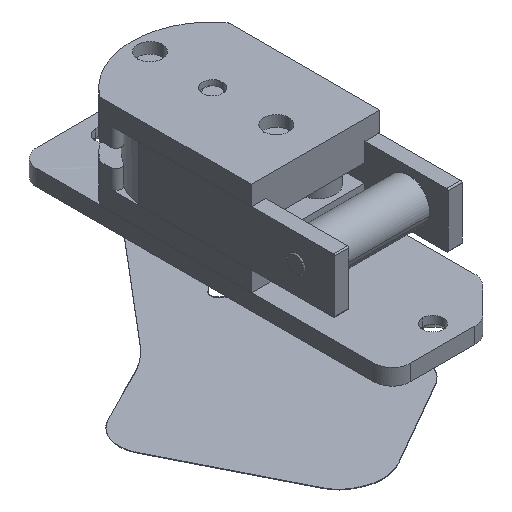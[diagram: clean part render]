
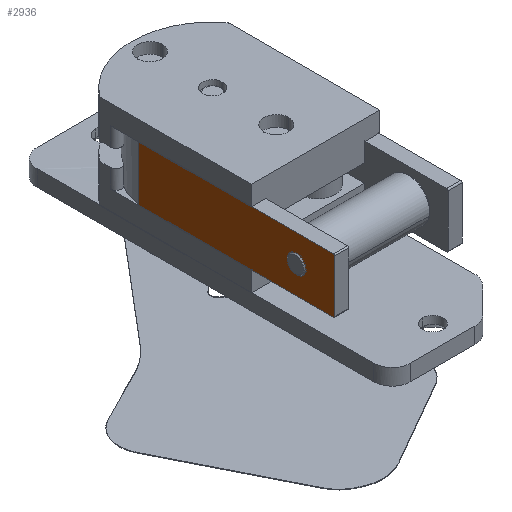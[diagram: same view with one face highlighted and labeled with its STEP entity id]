
A CAD part, isometric view. The second image highlights one B-rep face of the part: STEP entity #2936.
In plain terms, the highlighted planar face has unit normal (1, 0, 0).
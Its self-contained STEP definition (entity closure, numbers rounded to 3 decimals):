
#91 = EDGE_LOOP ( 'NONE', ( #5189, #2262 ) ) ;
#97 = CARTESIAN_POINT ( 'NONE',  ( 1.858, -2.788, 12.629 ) ) ;
#120 = CARTESIAN_POINT ( 'NONE',  ( 1.858, -1.471, 13.348 ) ) ;
#354 = CARTESIAN_POINT ( 'NONE',  ( 1.858, -2.882, 12.801 ) ) ;
#401 = CARTESIAN_POINT ( 'NONE',  ( 1.858, -5.22, 10.822 ) ) ;
#528 = CARTESIAN_POINT ( 'NONE',  ( 1.858, -5.23, 15.103 ) ) ;
#611 = EDGE_CURVE ( 'NONE', #8718, #3032, #3978, .T. ) ;
#622 = CARTESIAN_POINT ( 'NONE',  ( 1.858, -1.465, 12.589 ) ) ;
#842 = CARTESIAN_POINT ( 'NONE',  ( 1.858, -5.22, 15.154 ) ) ;
#856 = VERTEX_POINT ( 'NONE', #1060 ) ;
#890 = FACE_BOUND ( 'NONE', #91, .T. ) ;
#919 = FACE_OUTER_BOUND ( 'NONE', #6231, .T. ) ;
#1060 = CARTESIAN_POINT ( 'NONE',  ( 1.858, 10.567, 10.773 ) ) ;
#1265 = CARTESIAN_POINT ( 'NONE',  ( 1.858, -7.882, 15.203 ) ) ;
#1387 = DIRECTION ( 'NONE',  ( -1., 0., 0. ) ) ;
#1560 = CARTESIAN_POINT ( 'NONE',  ( 1.858, 10.567, 10.773 ) ) ;
#1793 = CARTESIAN_POINT ( 'NONE',  ( 1.858, 10.567, 10.773 ) ) ;
#1814 = ORIENTED_EDGE ( 'NONE', *, *, #4380, .F. ) ;
#1829 = CARTESIAN_POINT ( 'NONE',  ( 1.858, -2.788, 12.629 ) ) ;
#1850 = CARTESIAN_POINT ( 'NONE',  ( 1.858, 10.567, 15.203 ) ) ;
#1910 = B_SPLINE_CURVE_WITH_KNOTS ( 'NONE', 3,
 ( #1793, #4565, #2586, #8048 ),
 .UNSPECIFIED., .F., .F.,
 ( 4, 4 ),
 ( -1., 0. ),
 .UNSPECIFIED. ) ;
#2002 = CARTESIAN_POINT ( 'NONE',  ( 1.858, -5.13, 15.203 ) ) ;
#2184 = CARTESIAN_POINT ( 'NONE',  ( 1.858, -5.23, 10.846 ) ) ;
#2189 = CARTESIAN_POINT ( 'NONE',  ( 1.858, -1.942, 12.236 ) ) ;
#2234 = B_SPLINE_CURVE_WITH_KNOTS ( 'NONE', 3,
 ( #97, #4314, #6927, #8209, #2189, #5331, #622, #4193, #4902, #2847 ),
 .UNSPECIFIED., .F., .F.,
 ( 4, 2, 2, 2, 4 ),
 ( 0., 0.25, 0.5, 0.75, 1. ),
 .UNSPECIFIED. ) ;
#2262 = ORIENTED_EDGE ( 'NONE', *, *, #4518, .F. ) ;
#2366 = CARTESIAN_POINT ( 'NONE',  ( 1.858, -5.23, 10.873 ) ) ;
#2374 = CARTESIAN_POINT ( 'NONE',  ( 1.858, -2.107, 13.763 ) ) ;
#2468 = ORIENTED_EDGE ( 'NONE', *, *, #3919, .F. ) ;
#2544 = ORIENTED_EDGE ( 'NONE', *, *, #4785, .T. ) ;
#2586 = CARTESIAN_POINT ( 'NONE',  ( 1.858, 0.103, 10.773 ) ) ;
#2661 = DIRECTION ( 'NONE',  ( 0., 0., 1. ) ) ;
#2695 = CARTESIAN_POINT ( 'NONE',  ( 1.858, 0.103, 15.203 ) ) ;
#2847 = CARTESIAN_POINT ( 'NONE',  ( 1.858, -1.471, 13.348 ) ) ;
#2936 = ADVANCED_FACE ( 'NONE', ( #890, #919 ), #6990, .F. ) ;
#3032 = VERTEX_POINT ( 'NONE', #5656 ) ;
#3188 = CARTESIAN_POINT ( 'NONE',  ( 1.858, -1.471, 13.348 ) ) ;
#3569 = VERTEX_POINT ( 'NONE', #528 ) ;
#3617 = B_SPLINE_CURVE_WITH_KNOTS ( 'NONE', 3,
 ( #7594, #6250, #4769, #842, #5354, #6961 ),
 .UNSPECIFIED., .F., .F.,
 ( 4, 2, 4 ),
 ( 0., 0.5, 1. ),
 .UNSPECIFIED. ) ;
#3641 = CARTESIAN_POINT ( 'NONE',  ( 1.858, -5.181, 10.783 ) ) ;
#3663 = EDGE_CURVE ( 'NONE', #7450, #3569, #3617, .T. ) ;
#3764 = CARTESIAN_POINT ( 'NONE',  ( 1.858, -1.73, 13.653 ) ) ;
#3771 = B_SPLINE_CURVE_WITH_KNOTS ( 'NONE', 3,
 ( #6085, #4025, #6810, #8813 ),
 .UNSPECIFIED., .F., .F.,
 ( 4, 4 ),
 ( 0., 1. ),
 .UNSPECIFIED. ) ;
#3919 = EDGE_CURVE ( 'NONE', #7450, #5554, #6406, .T. ) ;
#3936 = CARTESIAN_POINT ( 'NONE',  ( 1.858, -1.566, 13.52 ) ) ;
#3978 = B_SPLINE_CURVE_WITH_KNOTS ( 'NONE', 3,
 ( #2366, #2184, #401, #3641, #4306, #8566 ),
 .UNSPECIFIED., .F., .F.,
 ( 4, 2, 4 ),
 ( 0., 0.5, 1. ),
 .UNSPECIFIED. ) ;
#4025 = CARTESIAN_POINT ( 'NONE',  ( 1.858, -5.23, 12.283 ) ) ;
#4130 = CARTESIAN_POINT ( 'NONE',  ( 1.858, 5.335, 15.203 ) ) ;
#4193 = CARTESIAN_POINT ( 'NONE',  ( 1.858, -1.355, 12.966 ) ) ;
#4306 = CARTESIAN_POINT ( 'NONE',  ( 1.858, -5.157, 10.773 ) ) ;
#4314 = CARTESIAN_POINT ( 'NONE',  ( 1.858, -2.694, 12.457 ) ) ;
#4366 = CARTESIAN_POINT ( 'NONE',  ( 1.858, -5.13, 15.203 ) ) ;
#4380 = EDGE_CURVE ( 'NONE', #856, #3032, #1910, .T. ) ;
#4518 = EDGE_CURVE ( 'NONE', #4804, #6465, #7189, .T. ) ;
#4565 = CARTESIAN_POINT ( 'NONE',  ( 1.858, 5.335, 10.773 ) ) ;
#4769 = CARTESIAN_POINT ( 'NONE',  ( 1.858, -5.181, 15.194 ) ) ;
#4783 = CARTESIAN_POINT ( 'NONE',  ( 1.858, 10.567, 15.203 ) ) ;
#4785 = EDGE_CURVE ( 'NONE', #856, #5554, #5057, .T. ) ;
#4801 = AXIS2_PLACEMENT_3D ( 'NONE', #1265, #1387, #2661 ) ;
#4804 = VERTEX_POINT ( 'NONE', #120 ) ;
#4887 = CARTESIAN_POINT ( 'NONE',  ( 1.858, -5.23, 10.873 ) ) ;
#4902 = CARTESIAN_POINT ( 'NONE',  ( 1.858, -1.377, 13.176 ) ) ;
#4919 = ORIENTED_EDGE ( 'NONE', *, *, #3663, .T. ) ;
#5045 = ORIENTED_EDGE ( 'NONE', *, *, #7918, .F. ) ;
#5057 = B_SPLINE_CURVE_WITH_KNOTS ( 'NONE', 3,
 ( #1560, #7582, #8345, #8230 ),
 .UNSPECIFIED., .F., .F.,
 ( 4, 4 ),
 ( 0., 1. ),
 .UNSPECIFIED. ) ;
#5189 = ORIENTED_EDGE ( 'NONE', *, *, #6798, .F. ) ;
#5331 = CARTESIAN_POINT ( 'NONE',  ( 1.858, -1.598, 12.424 ) ) ;
#5354 = CARTESIAN_POINT ( 'NONE',  ( 1.858, -5.23, 15.131 ) ) ;
#5554 = VERTEX_POINT ( 'NONE', #1850 ) ;
#5656 = CARTESIAN_POINT ( 'NONE',  ( 1.858, -5.13, 10.773 ) ) ;
#6085 = CARTESIAN_POINT ( 'NONE',  ( 1.858, -5.23, 10.873 ) ) ;
#6231 = EDGE_LOOP ( 'NONE', ( #5045, #8443, #1814, #2544, #2468, #4919 ) ) ;
#6250 = CARTESIAN_POINT ( 'NONE',  ( 1.858, -5.157, 15.203 ) ) ;
#6406 = B_SPLINE_CURVE_WITH_KNOTS ( 'NONE', 3,
 ( #2002, #2695, #4130, #4783 ),
 .UNSPECIFIED., .F., .F.,
 ( 4, 4 ),
 ( 0., 1. ),
 .UNSPECIFIED. ) ;
#6465 = VERTEX_POINT ( 'NONE', #1829 ) ;
#6527 = CARTESIAN_POINT ( 'NONE',  ( 1.858, -2.661, 13.553 ) ) ;
#6774 = CARTESIAN_POINT ( 'NONE',  ( 1.858, -2.905, 13.011 ) ) ;
#6798 = EDGE_CURVE ( 'NONE', #6465, #4804, #2234, .T. ) ;
#6810 = CARTESIAN_POINT ( 'NONE',  ( 1.858, -5.23, 13.693 ) ) ;
#6927 = CARTESIAN_POINT ( 'NONE',  ( 1.858, -2.529, 12.324 ) ) ;
#6961 = CARTESIAN_POINT ( 'NONE',  ( 1.858, -5.23, 15.103 ) ) ;
#6990 = PLANE ( 'NONE',  #4801 ) ;
#7189 = B_SPLINE_CURVE_WITH_KNOTS ( 'NONE', 3,
 ( #3188, #3936, #3764, #2374, #7210, #6527, #8513, #6774, #354, #8064 ),
 .UNSPECIFIED., .F., .F.,
 ( 4, 2, 2, 2, 4 ),
 ( 0., 0.25, 0.5, 0.75, 1. ),
 .UNSPECIFIED. ) ;
#7210 = CARTESIAN_POINT ( 'NONE',  ( 1.858, -2.317, 13.741 ) ) ;
#7450 = VERTEX_POINT ( 'NONE', #4366 ) ;
#7582 = CARTESIAN_POINT ( 'NONE',  ( 1.858, 10.567, 12.25 ) ) ;
#7594 = CARTESIAN_POINT ( 'NONE',  ( 1.858, -5.13, 15.203 ) ) ;
#7918 = EDGE_CURVE ( 'NONE', #8718, #3569, #3771, .T. ) ;
#8048 = CARTESIAN_POINT ( 'NONE',  ( 1.858, -5.13, 10.773 ) ) ;
#8064 = CARTESIAN_POINT ( 'NONE',  ( 1.858, -2.788, 12.629 ) ) ;
#8209 = CARTESIAN_POINT ( 'NONE',  ( 1.858, -2.152, 12.214 ) ) ;
#8230 = CARTESIAN_POINT ( 'NONE',  ( 1.858, 10.567, 15.203 ) ) ;
#8345 = CARTESIAN_POINT ( 'NONE',  ( 1.858, 10.567, 13.727 ) ) ;
#8443 = ORIENTED_EDGE ( 'NONE', *, *, #611, .T. ) ;
#8513 = CARTESIAN_POINT ( 'NONE',  ( 1.858, -2.794, 13.388 ) ) ;
#8566 = CARTESIAN_POINT ( 'NONE',  ( 1.858, -5.13, 10.773 ) ) ;
#8718 = VERTEX_POINT ( 'NONE', #4887 ) ;
#8813 = CARTESIAN_POINT ( 'NONE',  ( 1.858, -5.23, 15.103 ) ) ;
